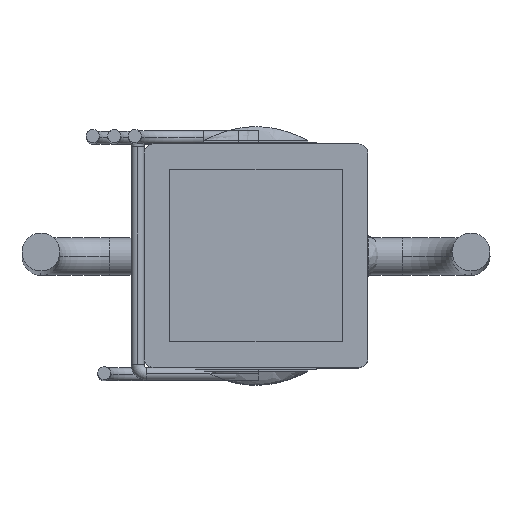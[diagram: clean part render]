
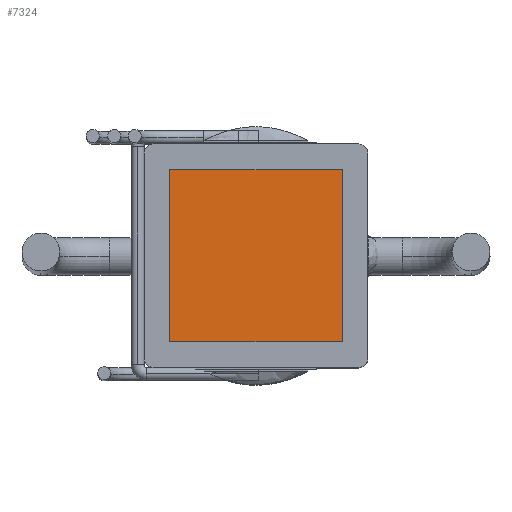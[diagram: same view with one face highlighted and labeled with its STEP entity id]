
A CAD part, top view. The second image highlights one B-rep face of the part: STEP entity #7324.
In plain terms, the highlighted planar face has unit normal (0, 0, 1).
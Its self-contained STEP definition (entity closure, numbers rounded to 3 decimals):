
#175 = DIRECTION ( 'NONE',  ( -1., 0., 0. ) ) ;
#218 = DIRECTION ( 'NONE',  ( 1., 0., 0. ) ) ;
#341 = CARTESIAN_POINT ( 'NONE',  ( 2.571, -2.11, 20. ) ) ;
#860 = CARTESIAN_POINT ( 'NONE',  ( 2.571, -2.11, 20. ) ) ;
#1439 = PLANE ( 'NONE',  #7953 ) ;
#1520 = ORIENTED_EDGE ( 'NONE', *, *, #5105, .T. ) ;
#1575 = EDGE_CURVE ( 'NONE', #2165, #2835, #3549, .T. ) ;
#1954 = EDGE_LOOP ( 'NONE', ( #7101, #6995, #1520, #8155 ) ) ;
#2153 = DIRECTION ( 'NONE',  ( -1., 0., 0. ) ) ;
#2165 = VERTEX_POINT ( 'NONE', #341 ) ;
#2531 = EDGE_CURVE ( 'NONE', #6098, #2992, #2536, .T. ) ;
#2536 = LINE ( 'NONE', #6648, #5521 ) ;
#2687 = CARTESIAN_POINT ( 'NONE',  ( -2.429, -2.11, 20. ) ) ;
#2739 = CARTESIAN_POINT ( 'NONE',  ( -2.429, 2.89, 20. ) ) ;
#2835 = VERTEX_POINT ( 'NONE', #5785 ) ;
#2992 = VERTEX_POINT ( 'NONE', #2687 ) ;
#3139 = CARTESIAN_POINT ( 'NONE',  ( 2.571, 2.89, 20. ) ) ;
#3348 = VECTOR ( 'NONE', #8375, 1000. ) ;
#3549 = LINE ( 'NONE', #3139, #3348 ) ;
#3774 = CARTESIAN_POINT ( 'NONE',  ( -2.429, 2.89, 20. ) ) ;
#4131 = DIRECTION ( 'NONE',  ( 0., 0., -1. ) ) ;
#4355 = VECTOR ( 'NONE', #2153, 1000. ) ;
#5105 = EDGE_CURVE ( 'NONE', #2835, #6098, #7964, .T. ) ;
#5185 = EDGE_CURVE ( 'NONE', #2992, #2165, #7137, .T. ) ;
#5521 = VECTOR ( 'NONE', #6731, 1000. ) ;
#5785 = CARTESIAN_POINT ( 'NONE',  ( 2.571, 2.89, 20. ) ) ;
#6098 = VERTEX_POINT ( 'NONE', #3774 ) ;
#6648 = CARTESIAN_POINT ( 'NONE',  ( -2.429, -2.11, 20. ) ) ;
#6731 = DIRECTION ( 'NONE',  ( 0., -1., 0. ) ) ;
#6995 = ORIENTED_EDGE ( 'NONE', *, *, #1575, .T. ) ;
#7101 = ORIENTED_EDGE ( 'NONE', *, *, #5185, .T. ) ;
#7137 = LINE ( 'NONE', #860, #7425 ) ;
#7324 = ADVANCED_FACE ( 'NONE', ( #7352 ), #1439, .F. ) ;
#7352 = FACE_OUTER_BOUND ( 'NONE', #1954, .T. ) ;
#7425 = VECTOR ( 'NONE', #218, 1000. ) ;
#7953 = AXIS2_PLACEMENT_3D ( 'NONE', #8072, #4131, #175 ) ;
#7964 = LINE ( 'NONE', #2739, #4355 ) ;
#8072 = CARTESIAN_POINT ( 'NONE',  ( -2.429, -2.11, 20. ) ) ;
#8155 = ORIENTED_EDGE ( 'NONE', *, *, #2531, .T. ) ;
#8375 = DIRECTION ( 'NONE',  ( 0., 1., 0. ) ) ;
